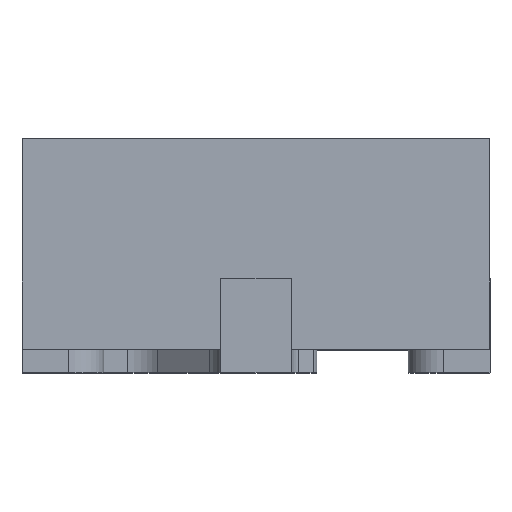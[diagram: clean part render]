
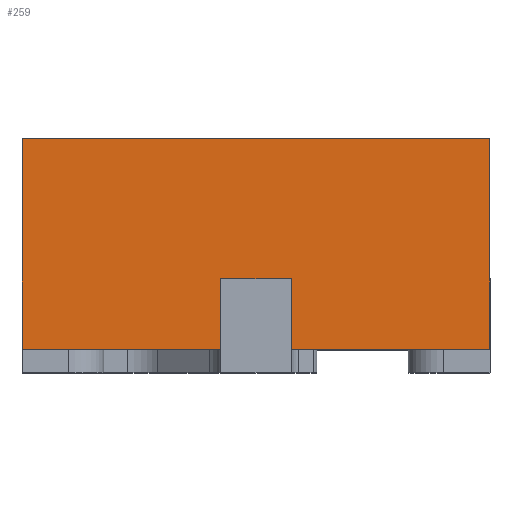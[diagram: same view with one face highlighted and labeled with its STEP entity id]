
A CAD part, top view. The second image highlights one B-rep face of the part: STEP entity #259.
In plain terms, the highlighted planar face has unit normal (0, 0, 1).
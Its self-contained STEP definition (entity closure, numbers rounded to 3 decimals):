
#24 = ORIENTED_EDGE ( 'NONE', *, *, #1866, .T. ) ;
#25 = AXIS2_PLACEMENT_3D ( 'NONE', #476, #1221, #3057 ) ;
#87 = EDGE_CURVE ( 'NONE', #1253, #2259, #1977, .T. ) ;
#222 = CARTESIAN_POINT ( 'NONE',  ( 0.075, 0.2, 0.5 ) ) ;
#259 = ADVANCED_FACE ( 'NONE', ( #1021 ), #1472, .F. ) ;
#270 = EDGE_CURVE ( 'NONE', #2016, #1512, #2524, .T. ) ;
#284 = EDGE_LOOP ( 'NONE', ( #610, #3329, #868, #24, #1414, #524, #2431, #1367 ) ) ;
#322 = DIRECTION ( 'NONE',  ( 0., -1., 0. ) ) ;
#333 = EDGE_CURVE ( 'NONE', #626, #1253, #2265, .T. ) ;
#350 = LINE ( 'NONE', #2654, #1716 ) ;
#395 = CARTESIAN_POINT ( 'NONE',  ( 0.075, 0.2, 0.5 ) ) ;
#405 = VECTOR ( 'NONE', #322, 1000. ) ;
#445 = EDGE_CURVE ( 'NONE', #2828, #2740, #1800, .T. ) ;
#476 = CARTESIAN_POINT ( 'NONE',  ( -0.5, 2.414, 0.5 ) ) ;
#491 = LINE ( 'NONE', #1833, #2084 ) ;
#524 = ORIENTED_EDGE ( 'NONE', *, *, #2165, .F. ) ;
#610 = ORIENTED_EDGE ( 'NONE', *, *, #700, .F. ) ;
#626 = VERTEX_POINT ( 'NONE', #3322 ) ;
#652 = LINE ( 'NONE', #3039, #3253 ) ;
#683 = VERTEX_POINT ( 'NONE', #1044 ) ;
#700 = EDGE_CURVE ( 'NONE', #626, #683, #491, .T. ) ;
#743 = DIRECTION ( 'NONE',  ( 0., -1., 0. ) ) ;
#793 = VECTOR ( 'NONE', #743, 1000. ) ;
#806 = DIRECTION ( 'NONE',  ( 0., -1., 0. ) ) ;
#817 = DIRECTION ( 'NONE',  ( 0., -1., 0. ) ) ;
#834 = LINE ( 'NONE', #1881, #2487 ) ;
#868 = ORIENTED_EDGE ( 'NONE', *, *, #87, .T. ) ;
#974 = DIRECTION ( 'NONE',  ( 1., 0., 0. ) ) ;
#1021 = FACE_OUTER_BOUND ( 'NONE', #284, .T. ) ;
#1044 = CARTESIAN_POINT ( 'NONE',  ( -0.075, 0.05, 0.5 ) ) ;
#1221 = DIRECTION ( 'NONE',  ( 0., 0., -1. ) ) ;
#1253 = VERTEX_POINT ( 'NONE', #3010 ) ;
#1325 = CARTESIAN_POINT ( 'NONE',  ( 0.075, 0.05, 0.5 ) ) ;
#1367 = ORIENTED_EDGE ( 'NONE', *, *, #2270, .T. ) ;
#1414 = ORIENTED_EDGE ( 'NONE', *, *, #445, .F. ) ;
#1458 = DIRECTION ( 'NONE',  ( 1., 0., 0. ) ) ;
#1472 = PLANE ( 'NONE',  #25 ) ;
#1473 = CARTESIAN_POINT ( 'NONE',  ( 0.5, 0.5, 0.5 ) ) ;
#1512 = VERTEX_POINT ( 'NONE', #2679 ) ;
#1604 = DIRECTION ( 'NONE',  ( 1., 0., 0. ) ) ;
#1716 = VECTOR ( 'NONE', #1604, 1000. ) ;
#1725 = VECTOR ( 'NONE', #806, 1000. ) ;
#1800 = LINE ( 'NONE', #2850, #1725 ) ;
#1833 = CARTESIAN_POINT ( 'NONE',  ( -0.075, 0.2, 0.5 ) ) ;
#1866 = EDGE_CURVE ( 'NONE', #2259, #2740, #652, .T. ) ;
#1881 = CARTESIAN_POINT ( 'NONE',  ( -0.5, 0.05, 0.5 ) ) ;
#1977 = LINE ( 'NONE', #395, #405 ) ;
#2016 = VERTEX_POINT ( 'NONE', #2103 ) ;
#2084 = VECTOR ( 'NONE', #817, 1000. ) ;
#2103 = CARTESIAN_POINT ( 'NONE',  ( -0.5, 0.5, 0.5 ) ) ;
#2165 = EDGE_CURVE ( 'NONE', #2016, #2828, #350, .T. ) ;
#2259 = VERTEX_POINT ( 'NONE', #1325 ) ;
#2265 = LINE ( 'NONE', #222, #2382 ) ;
#2270 = EDGE_CURVE ( 'NONE', #1512, #683, #834, .T. ) ;
#2382 = VECTOR ( 'NONE', #1458, 1000. ) ;
#2431 = ORIENTED_EDGE ( 'NONE', *, *, #270, .T. ) ;
#2487 = VECTOR ( 'NONE', #2928, 1000. ) ;
#2524 = LINE ( 'NONE', #3092, #793 ) ;
#2654 = CARTESIAN_POINT ( 'NONE',  ( -0.5, 0.5, 0.5 ) ) ;
#2679 = CARTESIAN_POINT ( 'NONE',  ( -0.5, 0.05, 0.5 ) ) ;
#2740 = VERTEX_POINT ( 'NONE', #3045 ) ;
#2828 = VERTEX_POINT ( 'NONE', #1473 ) ;
#2850 = CARTESIAN_POINT ( 'NONE',  ( 0.5, 2.414, 0.5 ) ) ;
#2928 = DIRECTION ( 'NONE',  ( 1., 0., 0. ) ) ;
#3010 = CARTESIAN_POINT ( 'NONE',  ( 0.075, 0.2, 0.5 ) ) ;
#3039 = CARTESIAN_POINT ( 'NONE',  ( -0.5, 0.05, 0.5 ) ) ;
#3045 = CARTESIAN_POINT ( 'NONE',  ( 0.5, 0.05, 0.5 ) ) ;
#3057 = DIRECTION ( 'NONE',  ( -1., 0., 0. ) ) ;
#3092 = CARTESIAN_POINT ( 'NONE',  ( -0.5, 2.414, 0.5 ) ) ;
#3253 = VECTOR ( 'NONE', #974, 1000. ) ;
#3322 = CARTESIAN_POINT ( 'NONE',  ( -0.075, 0.2, 0.5 ) ) ;
#3329 = ORIENTED_EDGE ( 'NONE', *, *, #333, .T. ) ;
